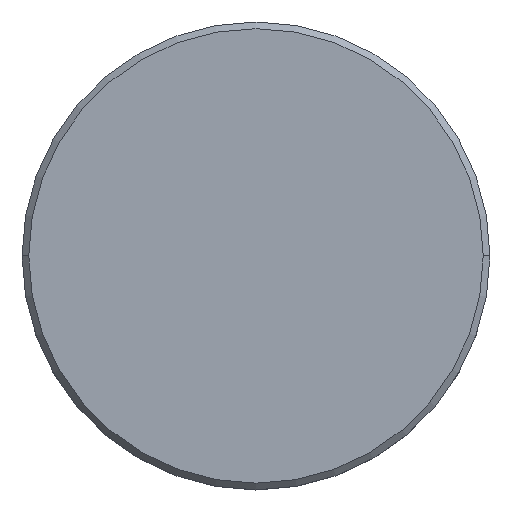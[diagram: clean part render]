
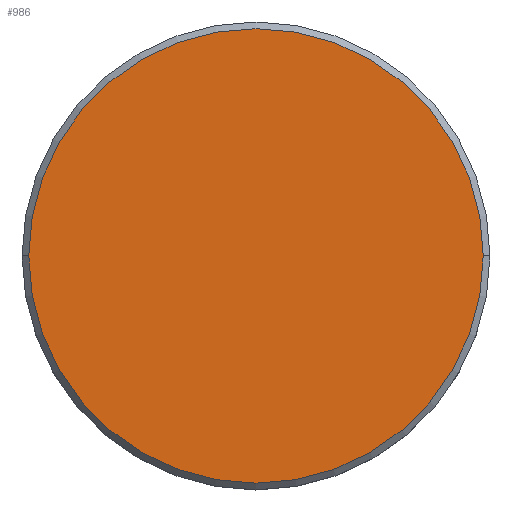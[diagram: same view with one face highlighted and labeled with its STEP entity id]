
A CAD part, top view. The second image highlights one B-rep face of the part: STEP entity #986.
In plain terms, the highlighted planar face has unit normal (0, 0, 1).
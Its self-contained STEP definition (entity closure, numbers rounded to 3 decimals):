
#50 = DIRECTION ( 'NONE',  ( 1., 0., 0. ) ) ;
#99 = DIRECTION ( 'NONE',  ( 1., 0., 0. ) ) ;
#144 = CIRCLE ( 'NONE', #750, 17. ) ;
#177 = EDGE_LOOP ( 'NONE', ( #609, #901 ) ) ;
#202 = VERTEX_POINT ( 'NONE', #225 ) ;
#225 = CARTESIAN_POINT ( 'NONE',  ( 17., 0., 0. ) ) ;
#273 = DIRECTION ( 'NONE',  ( 0., 0., 1. ) ) ;
#320 = DIRECTION ( 'NONE',  ( 0., 0., 1. ) ) ;
#448 = EDGE_CURVE ( 'NONE', #202, #940, #674, .T. ) ;
#575 = PLANE ( 'NONE',  #610 ) ;
#609 = ORIENTED_EDGE ( 'NONE', *, *, #743, .T. ) ;
#610 = AXIS2_PLACEMENT_3D ( 'NONE', #763, #320, #50 ) ;
#618 = CARTESIAN_POINT ( 'NONE',  ( 0., 0., 0. ) ) ;
#664 = DIRECTION ( 'NONE',  ( 0., 0., 1. ) ) ;
#674 = CIRCLE ( 'NONE', #707, 17. ) ;
#707 = AXIS2_PLACEMENT_3D ( 'NONE', #618, #273, #99 ) ;
#743 = EDGE_CURVE ( 'NONE', #940, #202, #144, .T. ) ;
#750 = AXIS2_PLACEMENT_3D ( 'NONE', #845, #664, #1038 ) ;
#758 = FACE_OUTER_BOUND ( 'NONE', #177, .T. ) ;
#763 = CARTESIAN_POINT ( 'NONE',  ( 0., 0., 0. ) ) ;
#834 = CARTESIAN_POINT ( 'NONE',  ( -17., 0., 0. ) ) ;
#845 = CARTESIAN_POINT ( 'NONE',  ( 0., 0., 0. ) ) ;
#901 = ORIENTED_EDGE ( 'NONE', *, *, #448, .T. ) ;
#940 = VERTEX_POINT ( 'NONE', #834 ) ;
#986 = ADVANCED_FACE ( 'NONE', ( #758 ), #575, .T. ) ;
#1038 = DIRECTION ( 'NONE',  ( 1., 0., 0. ) ) ;
